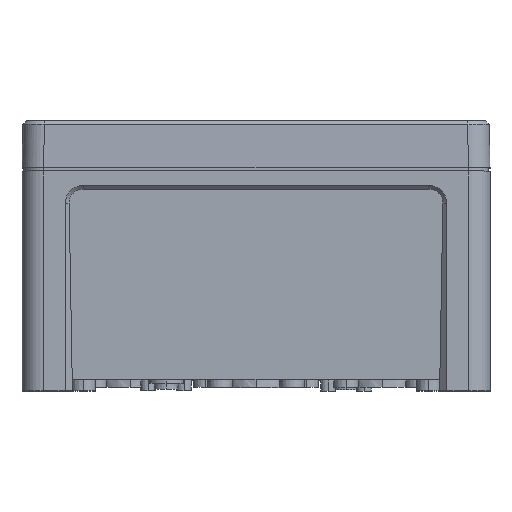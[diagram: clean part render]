
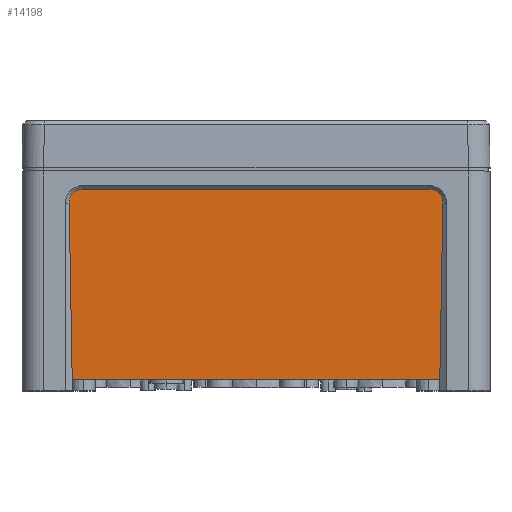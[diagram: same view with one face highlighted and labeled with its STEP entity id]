
A CAD part, top view. The second image highlights one B-rep face of the part: STEP entity #14198.
In plain terms, the highlighted planar face has unit normal (0, -0.018, 1).
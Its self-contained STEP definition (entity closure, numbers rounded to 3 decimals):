
#59 = VERTEX_POINT ( 'NONE', #15313 ) ;
#269 = VERTEX_POINT ( 'NONE', #12195 ) ;
#492 = CARTESIAN_POINT ( 'NONE',  ( 51., -62., 63. ) ) ;
#848 = EDGE_CURVE ( 'NONE', #59, #17838, #17619, .T. ) ;
#1114 = LINE ( 'NONE', #17313, #17911 ) ;
#1136 = DIRECTION ( 'NONE',  ( -0.017, -1., -0.017 ) ) ;
#1173 = LINE ( 'NONE', #2748, #3489 ) ;
#1176 = DIRECTION ( 'NONE',  ( 0., -0.017, 1. ) ) ;
#1628 = EDGE_CURVE ( 'NONE', #17838, #269, #12965, .T. ) ;
#2151 = VERTEX_POINT ( 'NONE', #9768 ) ;
#2195 = DIRECTION ( 'NONE',  ( 0.017, -1., -0.017 ) ) ;
#2533 = ORIENTED_EDGE ( 'NONE', *, *, #11885, .T. ) ;
#2666 = DIRECTION ( 'NONE',  ( -1., 0., 0. ) ) ;
#2748 = CARTESIAN_POINT ( 'NONE',  ( -51.001, -62.035, 62.999 ) ) ;
#2822 = CARTESIAN_POINT ( 'NONE',  ( 51.001, -61.93, 63.001 ) ) ;
#2988 = CARTESIAN_POINT ( 'NONE',  ( -51., -62., 63. ) ) ;
#3206 = CARTESIAN_POINT ( 'NONE',  ( 53., -59., 63.052 ) ) ;
#3489 = VECTOR ( 'NONE', #10510, 1000. ) ;
#4000 = CARTESIAN_POINT ( 'NONE',  ( 48., -6.023, 63.977 ) ) ;
#4258 = EDGE_CURVE ( 'NONE', #6417, #4694, #10477, .T. ) ;
#4497 = VERTEX_POINT ( 'NONE', #15994 ) ;
#4694 = VERTEX_POINT ( 'NONE', #10851 ) ;
#5321 = FACE_OUTER_BOUND ( 'NONE', #17727, .T. ) ;
#5555 = DIRECTION ( 'NONE',  ( -0.017, 1., 0.017 ) ) ;
#5621 = CARTESIAN_POINT ( 'NONE',  ( -48., -6.023, 63.977 ) ) ;
#5628 = CARTESIAN_POINT ( 'NONE',  ( 48., -6.023, 63.977 ) ) ;
#6405 = ORIENTED_EDGE ( 'NONE', *, *, #4258, .F. ) ;
#6417 = VERTEX_POINT ( 'NONE', #492 ) ;
#6635 = CARTESIAN_POINT ( 'NONE',  ( 51.908, -10., 63.908 ) ) ;
#7162 = CARTESIAN_POINT ( 'NONE',  ( 53., -62., 63. ) ) ;
#7184 = ORIENTED_EDGE ( 'NONE', *, *, #8380, .F. ) ;
#7398 = VECTOR ( 'NONE', #19508, 1000. ) ;
#7506 = VECTOR ( 'NONE', #5555, 1000. ) ;
#8380 = EDGE_CURVE ( 'NONE', #269, #6417, #8809, .T. ) ;
#8809 = LINE ( 'NONE', #2822, #12483 ) ;
#9176 = EDGE_CURVE ( 'NONE', #59, #2151, #11468, .T. ) ;
#9287 = LINE ( 'NONE', #3206, #7398 ) ;
#9424 = VECTOR ( 'NONE', #16110, 1000. ) ;
#9768 = CARTESIAN_POINT ( 'NONE',  ( -51.908, -10., 63.908 ) ) ;
#10075 = CARTESIAN_POINT ( 'NONE',  ( 53., -6.023, 63.977 ) ) ;
#10120 = EDGE_CURVE ( 'NONE', #2151, #15275, #1114, .T. ) ;
#10477 = LINE ( 'NONE', #19111, #7506 ) ;
#10510 = DIRECTION ( 'NONE',  ( 0.017, 1., 0.017 ) ) ;
#10851 = CARTESIAN_POINT ( 'NONE',  ( 50.948, -59., 63.052 ) ) ;
#11468 =( BOUNDED_CURVE ( )  B_SPLINE_CURVE ( 3, ( #5621, #14687, #13394, #16382 ),
 .UNSPECIFIED., .F., .T. ) 
 B_SPLINE_CURVE_WITH_KNOTS ( ( 4, 4 ),
 ( 0., 1.588 ),
 .UNSPECIFIED. ) 
 CURVE ( )  GEOMETRIC_REPRESENTATION_ITEM ( )  RATIONAL_B_SPLINE_CURVE ( ( 1., 0.801, 0.801, 1. ) ) 
 REPRESENTATION_ITEM ( '' )  );
#11621 = PLANE ( 'NONE',  #13485 ) ;
#11885 = EDGE_CURVE ( 'NONE', #4497, #4694, #9287, .T. ) ;
#12195 = CARTESIAN_POINT ( 'NONE',  ( 51.908, -10., 63.908 ) ) ;
#12483 = VECTOR ( 'NONE', #1136, 1000. ) ;
#12965 =( BOUNDED_CURVE ( )  B_SPLINE_CURVE ( 3, ( #4000, #17333, #18816, #6635 ),
 .UNSPECIFIED., .F., .T. ) 
 B_SPLINE_CURVE_WITH_KNOTS ( ( 4, 4 ),
 ( 0., 1.588 ),
 .UNSPECIFIED. ) 
 CURVE ( )  GEOMETRIC_REPRESENTATION_ITEM ( )  RATIONAL_B_SPLINE_CURVE ( ( 1., 0.801, 0.801, 1. ) ) 
 REPRESENTATION_ITEM ( '' )  );
#13069 = ORIENTED_EDGE ( 'NONE', *, *, #1628, .F. ) ;
#13394 = CARTESIAN_POINT ( 'NONE',  ( -51.948, -7.679, 63.948 ) ) ;
#13485 = AXIS2_PLACEMENT_3D ( 'NONE', #7162, #1176, #2666 ) ;
#13558 = ORIENTED_EDGE ( 'NONE', *, *, #17198, .T. ) ;
#13822 = ORIENTED_EDGE ( 'NONE', *, *, #9176, .T. ) ;
#14198 = ADVANCED_FACE ( 'NONE', ( #5321 ), #11621, .T. ) ;
#14687 = CARTESIAN_POINT ( 'NONE',  ( -50.321, -6.023, 63.977 ) ) ;
#15251 = ORIENTED_EDGE ( 'NONE', *, *, #848, .F. ) ;
#15275 = VERTEX_POINT ( 'NONE', #2988 ) ;
#15313 = CARTESIAN_POINT ( 'NONE',  ( -48., -6.023, 63.977 ) ) ;
#15932 = ORIENTED_EDGE ( 'NONE', *, *, #10120, .T. ) ;
#15994 = CARTESIAN_POINT ( 'NONE',  ( -50.948, -59., 63.052 ) ) ;
#16110 = DIRECTION ( 'NONE',  ( 1., 0., 0. ) ) ;
#16382 = CARTESIAN_POINT ( 'NONE',  ( -51.908, -10., 63.908 ) ) ;
#17198 = EDGE_CURVE ( 'NONE', #15275, #4497, #1173, .T. ) ;
#17313 = CARTESIAN_POINT ( 'NONE',  ( -51.001, -61.93, 63.001 ) ) ;
#17333 = CARTESIAN_POINT ( 'NONE',  ( 50.321, -6.023, 63.977 ) ) ;
#17619 = LINE ( 'NONE', #10075, #9424 ) ;
#17727 = EDGE_LOOP ( 'NONE', ( #7184, #13069, #15251, #13822, #15932, #13558, #2533, #6405 ) ) ;
#17838 = VERTEX_POINT ( 'NONE', #5628 ) ;
#17911 = VECTOR ( 'NONE', #2195, 1000. ) ;
#18816 = CARTESIAN_POINT ( 'NONE',  ( 51.948, -7.679, 63.948 ) ) ;
#19111 = CARTESIAN_POINT ( 'NONE',  ( 51.001, -62.035, 62.999 ) ) ;
#19508 = DIRECTION ( 'NONE',  ( 1., 0., 0. ) ) ;
